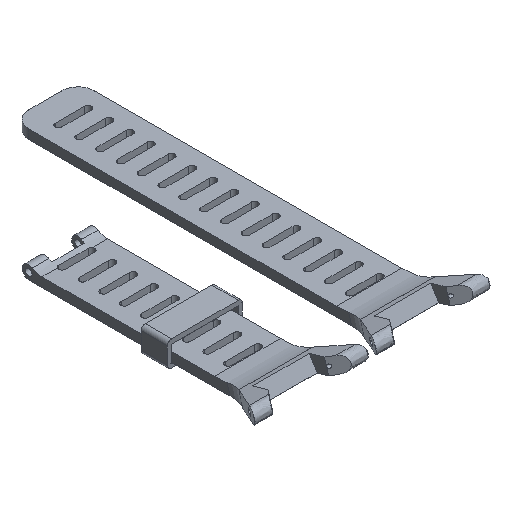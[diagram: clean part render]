
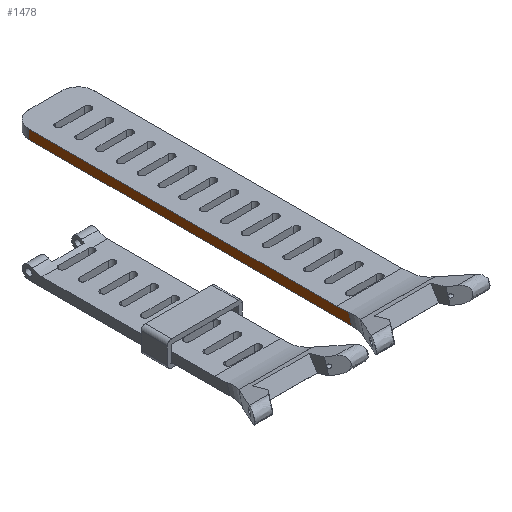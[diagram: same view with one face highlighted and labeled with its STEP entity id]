
A CAD part, isometric view. The second image highlights one B-rep face of the part: STEP entity #1478.
In plain terms, the highlighted free-form (B-spline) face has degree [1, 1] with [2, 2] control points.
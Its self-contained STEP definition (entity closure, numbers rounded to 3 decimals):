
#378 = VERTEX_POINT('',#379);
#379 = CARTESIAN_POINT('',(-11.154,17.472,
    3.429));
#388 = EDGE_CURVE('',#389,#378,#391,.T.);
#389 = VERTEX_POINT('',#390);
#390 = CARTESIAN_POINT('',(-11.154,21.752,
    3.123));
#391 = ( BOUNDED_CURVE() B_SPLINE_CURVE(2,(#392,#393,#394),
.UNSPECIFIED.,.F.,.F.) B_SPLINE_CURVE_WITH_KNOTS((3,3),(5.956,
6.099),.PIECEWISE_BEZIER_KNOTS.) CURVE() 
GEOMETRIC_REPRESENTATION_ITEM() RATIONAL_B_SPLINE_CURVE((1.,
0.997,1.)) REPRESENTATION_ITEM('') );
#392 = CARTESIAN_POINT('',(-11.154,21.752,
    3.123));
#393 = CARTESIAN_POINT('',(-11.154,19.601,3.123
    ));
#394 = CARTESIAN_POINT('',(-11.154,17.472,
    3.429));
#453 = VERTEX_POINT('',#454);
#454 = CARTESIAN_POINT('',(-11.154,16.489,0.));
#460 = EDGE_CURVE('',#378,#453,#461,.T.);
#461 = B_SPLINE_CURVE_WITH_KNOTS('',1,(#462,#463),.UNSPECIFIED.,.F.,.F.,
  (2,2),(-3.592,-0.393),.PIECEWISE_BEZIER_KNOTS.);
#462 = CARTESIAN_POINT('',(-11.154,17.472,
    3.429));
#463 = CARTESIAN_POINT('',(-11.154,16.489,
    0.));
#511 = EDGE_CURVE('',#453,#512,#514,.T.);
#512 = VERTEX_POINT('',#513);
#513 = CARTESIAN_POINT('',(-11.154,126.036,0.));
#514 = B_SPLINE_CURVE_WITH_KNOTS('',1,(#515,#516),.UNSPECIFIED.,.F.,.F.,
  (2,2),(14.783,113.),.PIECEWISE_BEZIER_KNOTS.);
#515 = CARTESIAN_POINT('',(-11.154,16.489,0.));
#516 = CARTESIAN_POINT('',(-11.154,126.036,0.));
#1478 = ADVANCED_FACE('',(#1479),#1496,.T.);
#1479 = FACE_BOUND('',#1480,.T.);
#1480 = EDGE_LOOP('',(#1481,#1482,#1483,#1490,#1495));
#1481 = ORIENTED_EDGE('',*,*,#460,.F.);
#1482 = ORIENTED_EDGE('',*,*,#388,.F.);
#1483 = ORIENTED_EDGE('',*,*,#1484,.F.);
#1484 = EDGE_CURVE('',#1485,#389,#1487,.T.);
#1485 = VERTEX_POINT('',#1486);
#1486 = CARTESIAN_POINT('',(-11.154,126.036,
    3.123));
#1487 = B_SPLINE_CURVE_WITH_KNOTS('',1,(#1488,#1489),.UNSPECIFIED.,.F.,
  .F.,(2,2),(-113.,-19.502),.PIECEWISE_BEZIER_KNOTS.);
#1488 = CARTESIAN_POINT('',(-11.154,126.036,
    3.123));
#1489 = CARTESIAN_POINT('',(-11.154,21.752,
    3.123));
#1490 = ORIENTED_EDGE('',*,*,#1491,.F.);
#1491 = EDGE_CURVE('',#512,#1485,#1492,.T.);
#1492 = B_SPLINE_CURVE_WITH_KNOTS('',1,(#1493,#1494),.UNSPECIFIED.,.F.,
  .F.,(2,2),(0.,2.8),.PIECEWISE_BEZIER_KNOTS.);
#1493 = CARTESIAN_POINT('',(-11.154,126.036,0.));
#1494 = CARTESIAN_POINT('',(-11.154,126.036,
    3.123));
#1495 = ORIENTED_EDGE('',*,*,#511,.F.);
#1496 = B_SPLINE_SURFACE_WITH_KNOTS('',1,1,(
    (#1497,#1498)
    ,(#1499,#1500
    )),.UNSPECIFIED.,.F.,.F.,.F.,(2,2),(2,2),(0.,98.217),(0.,
    3.074),.PIECEWISE_BEZIER_KNOTS.);
#1497 = CARTESIAN_POINT('',(-11.154,126.036,0.));
#1498 = CARTESIAN_POINT('',(-11.154,126.036,
    3.429));
#1499 = CARTESIAN_POINT('',(-11.154,16.489,0.));
#1500 = CARTESIAN_POINT('',(-11.154,16.489,
    3.429));
